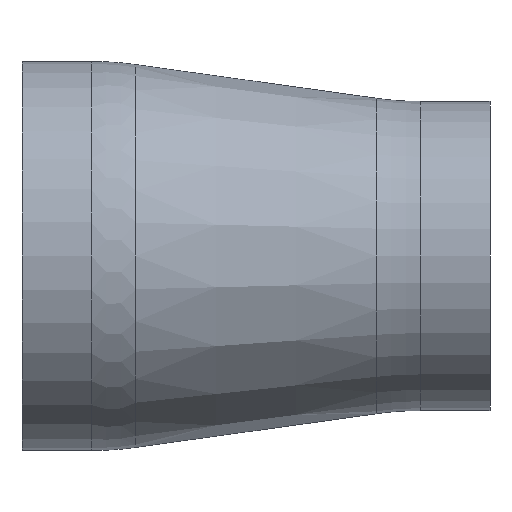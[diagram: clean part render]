
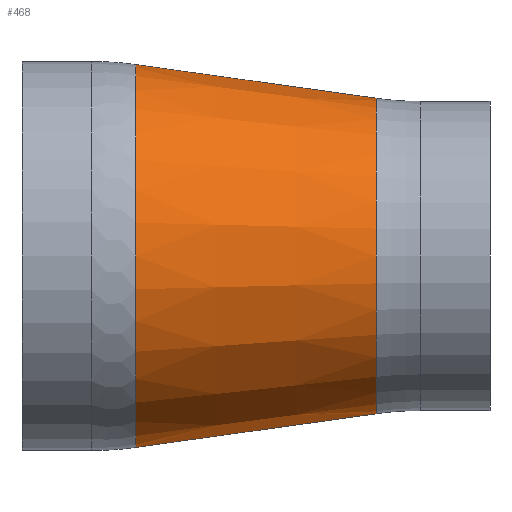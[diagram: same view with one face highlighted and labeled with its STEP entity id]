
A CAD part, front view. The second image highlights one B-rep face of the part: STEP entity #468.
In plain terms, the highlighted conical face has half-angle 7.988 degrees and reference radius 17.19 mm.
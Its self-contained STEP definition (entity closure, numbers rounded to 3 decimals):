
#9 = FACE_OUTER_BOUND ( 'NONE', #361, .T. ) ;
#20 = DIRECTION ( 'NONE',  ( -1., 0., 0. ) ) ;
#30 = DIRECTION ( 'NONE',  ( 0., 0., 1. ) ) ;
#55 = EDGE_CURVE ( 'NONE', #555, #492, #564, .T. ) ;
#60 = VECTOR ( 'NONE', #194, 1000. ) ;
#67 = CARTESIAN_POINT ( 'NONE',  ( -13.08, 0., 0. ) ) ;
#72 = CARTESIAN_POINT ( 'NONE',  ( 13.08, 0., -17.19 ) ) ;
#94 = VERTEX_POINT ( 'NONE', #291 ) ;
#111 = DIRECTION ( 'NONE',  ( 0., 0., 1. ) ) ;
#115 = CARTESIAN_POINT ( 'NONE',  ( 13.08, 0., 0. ) ) ;
#145 = LINE ( 'NONE', #248, #60 ) ;
#190 = AXIS2_PLACEMENT_3D ( 'NONE', #115, #20, #111 ) ;
#194 = DIRECTION ( 'NONE',  ( -0.99, 0., 0.139 ) ) ;
#210 = ORIENTED_EDGE ( 'NONE', *, *, #55, .F. ) ;
#212 = CIRCLE ( 'NONE', #442, 17.19 ) ;
#225 = CARTESIAN_POINT ( 'NONE',  ( 13.08, 0., -17.19 ) ) ;
#248 = CARTESIAN_POINT ( 'NONE',  ( 13.08, 0., 17.19 ) ) ;
#262 = ORIENTED_EDGE ( 'NONE', *, *, #620, .T. ) ;
#269 = DIRECTION ( 'NONE',  ( -0.99, 0., -0.139 ) ) ;
#272 = EDGE_CURVE ( 'NONE', #450, #94, #145, .T. ) ;
#279 = DIRECTION ( 'NONE',  ( 0., 0., 1. ) ) ;
#285 = CARTESIAN_POINT ( 'NONE',  ( 13.08, 0., 0. ) ) ;
#291 = CARTESIAN_POINT ( 'NONE',  ( -13.08, 0., 20.86 ) ) ;
#361 = EDGE_LOOP ( 'NONE', ( #210, #262, #606, #546 ) ) ;
#363 = AXIS2_PLACEMENT_3D ( 'NONE', #67, #573, #279 ) ;
#373 = CONICAL_SURFACE ( 'NONE', #190, 17.19, 0.139 ) ;
#375 = CARTESIAN_POINT ( 'NONE',  ( 13.08, 0., 17.19 ) ) ;
#442 = AXIS2_PLACEMENT_3D ( 'NONE', #285, #581, #30 ) ;
#450 = VERTEX_POINT ( 'NONE', #375 ) ;
#468 = ADVANCED_FACE ( 'NONE', ( #9 ), #373, .T. ) ;
#492 = VERTEX_POINT ( 'NONE', #516 ) ;
#515 = VECTOR ( 'NONE', #269, 1000. ) ;
#516 = CARTESIAN_POINT ( 'NONE',  ( -13.08, 0., -20.86 ) ) ;
#531 = EDGE_CURVE ( 'NONE', #492, #94, #541, .T. ) ;
#541 = CIRCLE ( 'NONE', #363, 20.86 ) ;
#546 = ORIENTED_EDGE ( 'NONE', *, *, #531, .F. ) ;
#555 = VERTEX_POINT ( 'NONE', #72 ) ;
#564 = LINE ( 'NONE', #225, #515 ) ;
#573 = DIRECTION ( 'NONE',  ( -1., 0., 0. ) ) ;
#581 = DIRECTION ( 'NONE',  ( -1., 0., 0. ) ) ;
#606 = ORIENTED_EDGE ( 'NONE', *, *, #272, .T. ) ;
#620 = EDGE_CURVE ( 'NONE', #555, #450, #212, .T. ) ;
